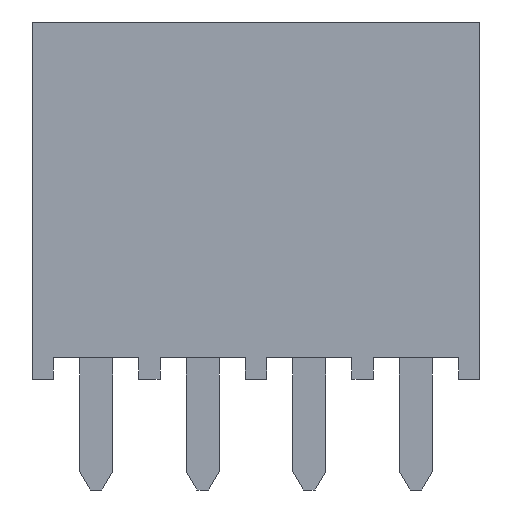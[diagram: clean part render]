
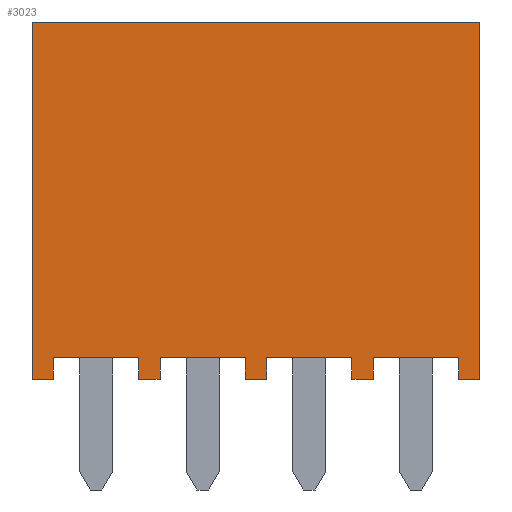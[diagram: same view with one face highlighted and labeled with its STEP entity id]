
A CAD part, front view. The second image highlights one B-rep face of the part: STEP entity #3023.
In plain terms, the highlighted planar face has unit normal (0, -1, 0).
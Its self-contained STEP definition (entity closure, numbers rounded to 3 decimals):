
#59=FACE_OUTER_BOUND($,#219,.T.);
#219=EDGE_LOOP($,(#2027,#2028,#2029,#2030,#2031,#2032,#2033,#2034,#2035,
#2036,#2037,#2038,#2039,#2040,#2041,#2042,#2043,#2044,#2045,#2046));
#441=LINE($,#4164,#873);
#442=LINE($,#4166,#874);
#443=LINE($,#4168,#875);
#444=LINE($,#4170,#876);
#445=LINE($,#4172,#877);
#446=LINE($,#4174,#878);
#447=LINE($,#4176,#879);
#448=LINE($,#4178,#880);
#449=LINE($,#4180,#881);
#450=LINE($,#4182,#882);
#451=LINE($,#4184,#883);
#452=LINE($,#4186,#884);
#453=LINE($,#4188,#885);
#454=LINE($,#4190,#886);
#455=LINE($,#4192,#887);
#456=LINE($,#4194,#888);
#457=LINE($,#4196,#889);
#458=LINE($,#4198,#890);
#459=LINE($,#4200,#891);
#460=LINE($,#4201,#892);
#873=VECTOR($,#3386,0.508);
#874=VECTOR($,#3387,0.508);
#875=VECTOR($,#3388,8.509);
#876=VECTOR($,#3389,10.668);
#877=VECTOR($,#3390,8.509);
#878=VECTOR($,#3391,0.508);
#879=VECTOR($,#3392,0.508);
#880=VECTOR($,#3393,2.032);
#881=VECTOR($,#3394,0.508);
#882=VECTOR($,#3395,0.508);
#883=VECTOR($,#3396,0.508);
#884=VECTOR($,#3397,2.032);
#885=VECTOR($,#3398,0.508);
#886=VECTOR($,#3399,0.508);
#887=VECTOR($,#3400,0.508);
#888=VECTOR($,#3401,2.032);
#889=VECTOR($,#3402,0.508);
#890=VECTOR($,#3403,0.508);
#891=VECTOR($,#3404,0.508);
#892=VECTOR($,#3405,2.032);
#1303=VERTEX_POINT($,#4162);
#1304=VERTEX_POINT($,#4163);
#1305=VERTEX_POINT($,#4165);
#1306=VERTEX_POINT($,#4167);
#1307=VERTEX_POINT($,#4169);
#1308=VERTEX_POINT($,#4171);
#1309=VERTEX_POINT($,#4173);
#1310=VERTEX_POINT($,#4175);
#1311=VERTEX_POINT($,#4177);
#1312=VERTEX_POINT($,#4179);
#1313=VERTEX_POINT($,#4181);
#1314=VERTEX_POINT($,#4183);
#1315=VERTEX_POINT($,#4185);
#1316=VERTEX_POINT($,#4187);
#1317=VERTEX_POINT($,#4189);
#1318=VERTEX_POINT($,#4191);
#1319=VERTEX_POINT($,#4193);
#1320=VERTEX_POINT($,#4195);
#1321=VERTEX_POINT($,#4197);
#1322=VERTEX_POINT($,#4199);
#1593=EDGE_CURVE($,#1303,#1304,#441,.T.);
#1594=EDGE_CURVE($,#1303,#1305,#442,.T.);
#1595=EDGE_CURVE($,#1306,#1305,#443,.T.);
#1596=EDGE_CURVE($,#1307,#1306,#444,.T.);
#1597=EDGE_CURVE($,#1307,#1308,#445,.T.);
#1598=EDGE_CURVE($,#1308,#1309,#446,.T.);
#1599=EDGE_CURVE($,#1310,#1309,#447,.T.);
#1600=EDGE_CURVE($,#1311,#1310,#448,.T.);
#1601=EDGE_CURVE($,#1312,#1311,#449,.T.);
#1602=EDGE_CURVE($,#1312,#1313,#450,.T.);
#1603=EDGE_CURVE($,#1314,#1313,#451,.T.);
#1604=EDGE_CURVE($,#1315,#1314,#452,.T.);
#1605=EDGE_CURVE($,#1316,#1315,#453,.T.);
#1606=EDGE_CURVE($,#1316,#1317,#454,.T.);
#1607=EDGE_CURVE($,#1318,#1317,#455,.T.);
#1608=EDGE_CURVE($,#1319,#1318,#456,.T.);
#1609=EDGE_CURVE($,#1320,#1319,#457,.T.);
#1610=EDGE_CURVE($,#1320,#1321,#458,.T.);
#1611=EDGE_CURVE($,#1322,#1321,#459,.T.);
#1612=EDGE_CURVE($,#1304,#1322,#460,.T.);
#2027=ORIENTED_EDGE($,*,*,#1593,.F.);
#2028=ORIENTED_EDGE($,*,*,#1594,.T.);
#2029=ORIENTED_EDGE($,*,*,#1595,.F.);
#2030=ORIENTED_EDGE($,*,*,#1596,.F.);
#2031=ORIENTED_EDGE($,*,*,#1597,.T.);
#2032=ORIENTED_EDGE($,*,*,#1598,.T.);
#2033=ORIENTED_EDGE($,*,*,#1599,.F.);
#2034=ORIENTED_EDGE($,*,*,#1600,.F.);
#2035=ORIENTED_EDGE($,*,*,#1601,.F.);
#2036=ORIENTED_EDGE($,*,*,#1602,.T.);
#2037=ORIENTED_EDGE($,*,*,#1603,.F.);
#2038=ORIENTED_EDGE($,*,*,#1604,.F.);
#2039=ORIENTED_EDGE($,*,*,#1605,.F.);
#2040=ORIENTED_EDGE($,*,*,#1606,.T.);
#2041=ORIENTED_EDGE($,*,*,#1607,.F.);
#2042=ORIENTED_EDGE($,*,*,#1608,.F.);
#2043=ORIENTED_EDGE($,*,*,#1609,.F.);
#2044=ORIENTED_EDGE($,*,*,#1610,.T.);
#2045=ORIENTED_EDGE($,*,*,#1611,.F.);
#2046=ORIENTED_EDGE($,*,*,#1612,.F.);
#2863=PLANE($,#3188);
#3023=ADVANCED_FACE($,(#59),#2863,.F.);
#3188=AXIS2_PLACEMENT_3D($,#4161,#3384,#3385);
#3384=DIRECTION('center_axis',(0.,1.,0.));
#3385=DIRECTION('ref_axis',(-1.,0.,0.));
#3386=DIRECTION($,(0.,0.,1.));
#3387=DIRECTION($,(1.,0.,0.));
#3388=DIRECTION($,(0.,0.,-1.));
#3389=DIRECTION($,(1.,0.,0.));
#3390=DIRECTION($,(0.,0.,-1.));
#3391=DIRECTION($,(1.,0.,0.));
#3392=DIRECTION($,(0.,0.,-1.));
#3393=DIRECTION($,(-1.,0.,0.));
#3394=DIRECTION($,(0.,0.,1.));
#3395=DIRECTION($,(1.,0.,0.));
#3396=DIRECTION($,(0.,0.,-1.));
#3397=DIRECTION($,(-1.,0.,0.));
#3398=DIRECTION($,(0.,0.,1.));
#3399=DIRECTION($,(1.,0.,0.));
#3400=DIRECTION($,(0.,0.,-1.));
#3401=DIRECTION($,(-1.,0.,0.));
#3402=DIRECTION($,(0.,0.,1.));
#3403=DIRECTION($,(1.,0.,0.));
#3404=DIRECTION($,(0.,0.,-1.));
#3405=DIRECTION($,(-1.,0.,0.));
#4161=CARTESIAN_POINT('Origin',(-5.334,-3.747,8.509));
#4162=CARTESIAN_POINT('',(4.826,-3.747,0.));
#4163=CARTESIAN_POINT('',(4.826,-3.747,0.508));
#4164=CARTESIAN_POINT($,(4.826,-3.747,8.509));
#4165=CARTESIAN_POINT('',(5.334,-3.747,0.));
#4166=CARTESIAN_POINT($,(-5.334,-3.747,0.));
#4167=CARTESIAN_POINT('',(5.334,-3.747,8.509));
#4168=CARTESIAN_POINT($,(5.334,-3.747,8.509));
#4169=CARTESIAN_POINT('',(-5.334,-3.747,8.509));
#4170=CARTESIAN_POINT($,(-5.334,-3.747,8.509));
#4171=CARTESIAN_POINT('',(-5.334,-3.747,0.));
#4172=CARTESIAN_POINT($,(-5.334,-3.747,8.509));
#4173=CARTESIAN_POINT('',(-4.826,-3.747,0.));
#4174=CARTESIAN_POINT($,(-5.334,-3.747,0.));
#4175=CARTESIAN_POINT('',(-4.826,-3.747,0.508));
#4176=CARTESIAN_POINT($,(-4.826,-3.747,8.509));
#4177=CARTESIAN_POINT('',(-2.794,-3.747,0.508));
#4178=CARTESIAN_POINT($,(-5.334,-3.747,0.508));
#4179=CARTESIAN_POINT('',(-2.794,-3.747,0.));
#4180=CARTESIAN_POINT($,(-2.794,-3.747,8.509));
#4181=CARTESIAN_POINT('',(-2.286,-3.747,0.));
#4182=CARTESIAN_POINT($,(-5.334,-3.747,0.));
#4183=CARTESIAN_POINT('',(-2.286,-3.747,0.508));
#4184=CARTESIAN_POINT($,(-2.286,-3.747,8.509));
#4185=CARTESIAN_POINT('',(-0.254,-3.747,0.508));
#4186=CARTESIAN_POINT($,(-5.334,-3.747,0.508));
#4187=CARTESIAN_POINT('',(-0.254,-3.747,0.));
#4188=CARTESIAN_POINT($,(-0.254,-3.747,8.509));
#4189=CARTESIAN_POINT('',(0.254,-3.747,0.));
#4190=CARTESIAN_POINT($,(-5.334,-3.747,0.));
#4191=CARTESIAN_POINT('',(0.254,-3.747,0.508));
#4192=CARTESIAN_POINT($,(0.254,-3.747,8.509));
#4193=CARTESIAN_POINT('',(2.286,-3.747,0.508));
#4194=CARTESIAN_POINT($,(-5.334,-3.747,0.508));
#4195=CARTESIAN_POINT('',(2.286,-3.747,0.));
#4196=CARTESIAN_POINT($,(2.286,-3.747,8.509));
#4197=CARTESIAN_POINT('',(2.794,-3.747,0.));
#4198=CARTESIAN_POINT($,(-5.334,-3.747,0.));
#4199=CARTESIAN_POINT('',(2.794,-3.747,0.508));
#4200=CARTESIAN_POINT($,(2.794,-3.747,8.509));
#4201=CARTESIAN_POINT($,(-5.334,-3.747,0.508));
